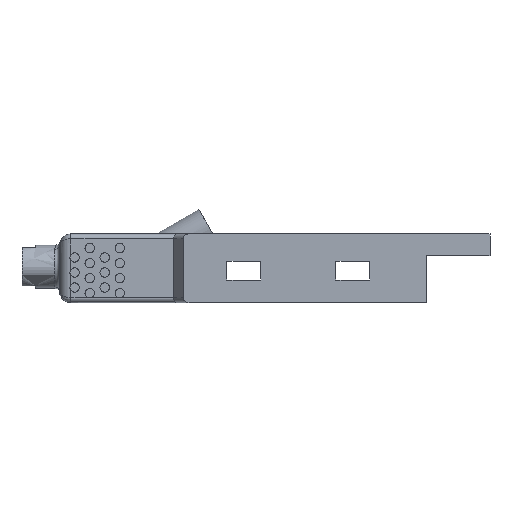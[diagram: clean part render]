
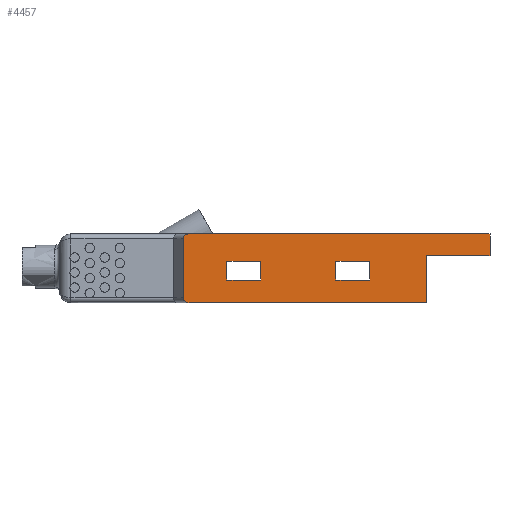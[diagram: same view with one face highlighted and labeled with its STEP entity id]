
A CAD part, front view. The second image highlights one B-rep face of the part: STEP entity #4457.
In plain terms, the highlighted planar face has unit normal (0, -1, 0).
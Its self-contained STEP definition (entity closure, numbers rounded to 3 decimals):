
#127=FACE_BOUND('',#1509,.T.);
#128=FACE_BOUND('',#1510,.T.);
#162=PLANE('',#4861);
#294=ELLIPSE('',#4859,0.307,0.25);
#295=ELLIPSE('',#4862,0.307,0.25);
#385=LINE('',#7273,#728);
#428=LINE('',#7722,#771);
#456=LINE('',#7870,#799);
#457=LINE('',#7873,#800);
#458=LINE('',#7875,#801);
#459=LINE('',#7876,#802);
#460=LINE('',#7879,#803);
#461=LINE('',#7881,#804);
#462=LINE('',#7883,#805);
#463=LINE('',#7884,#806);
#464=LINE('',#7887,#807);
#465=LINE('',#7889,#808);
#466=LINE('',#7891,#809);
#467=LINE('',#7892,#810);
#728=VECTOR('',#5282,10.);
#771=VECTOR('',#5491,10.);
#799=VECTOR('',#5653,10.);
#800=VECTOR('',#5656,10.);
#801=VECTOR('',#5657,10.);
#802=VECTOR('',#5658,10.);
#803=VECTOR('',#5659,10.);
#804=VECTOR('',#5660,10.);
#805=VECTOR('',#5661,10.);
#806=VECTOR('',#5662,10.);
#807=VECTOR('',#5663,10.);
#808=VECTOR('',#5664,10.);
#809=VECTOR('',#5665,10.);
#810=VECTOR('',#5666,10.);
#1174=FACE_OUTER_BOUND('',#1508,.T.);
#1508=EDGE_LOOP('',(#3594,#3595,#3596,#3597,#3598,#3599,#3600,#3601));
#1509=EDGE_LOOP('',(#3602,#3603,#3604,#3605));
#1510=EDGE_LOOP('',(#3606,#3607,#3608,#3609));
#2084=VERTEX_POINT('',#7270);
#2085=VERTEX_POINT('',#7272);
#2188=VERTEX_POINT('',#7719);
#2189=VERTEX_POINT('',#7721);
#2241=VERTEX_POINT('',#7864);
#2242=VERTEX_POINT('',#7869);
#2243=VERTEX_POINT('',#7872);
#2244=VERTEX_POINT('',#7874);
#2245=VERTEX_POINT('',#7877);
#2246=VERTEX_POINT('',#7878);
#2247=VERTEX_POINT('',#7880);
#2248=VERTEX_POINT('',#7882);
#2249=VERTEX_POINT('',#7885);
#2250=VERTEX_POINT('',#7886);
#2251=VERTEX_POINT('',#7888);
#2252=VERTEX_POINT('',#7890);
#2543=EDGE_CURVE('',#2084,#2085,#385,.T.);
#2677=EDGE_CURVE('',#2189,#2188,#428,.T.);
#2752=EDGE_CURVE('',#2241,#2084,#294,.T.);
#2753=EDGE_CURVE('',#2242,#2241,#456,.F.);
#2754=EDGE_CURVE('',#2189,#2242,#295,.T.);
#2755=EDGE_CURVE('',#2188,#2243,#457,.F.);
#2756=EDGE_CURVE('',#2243,#2244,#458,.T.);
#2757=EDGE_CURVE('',#2244,#2085,#459,.T.);
#2758=EDGE_CURVE('',#2245,#2246,#460,.F.);
#2759=EDGE_CURVE('',#2246,#2247,#461,.F.);
#2760=EDGE_CURVE('',#2247,#2248,#462,.F.);
#2761=EDGE_CURVE('',#2248,#2245,#463,.F.);
#2762=EDGE_CURVE('',#2249,#2250,#464,.F.);
#2763=EDGE_CURVE('',#2250,#2251,#465,.F.);
#2764=EDGE_CURVE('',#2251,#2252,#466,.F.);
#2765=EDGE_CURVE('',#2252,#2249,#467,.F.);
#3594=ORIENTED_EDGE('',*,*,#2752,.F.);
#3595=ORIENTED_EDGE('',*,*,#2753,.F.);
#3596=ORIENTED_EDGE('',*,*,#2754,.F.);
#3597=ORIENTED_EDGE('',*,*,#2677,.T.);
#3598=ORIENTED_EDGE('',*,*,#2755,.T.);
#3599=ORIENTED_EDGE('',*,*,#2756,.T.);
#3600=ORIENTED_EDGE('',*,*,#2757,.T.);
#3601=ORIENTED_EDGE('',*,*,#2543,.F.);
#3602=ORIENTED_EDGE('',*,*,#2758,.T.);
#3603=ORIENTED_EDGE('',*,*,#2759,.T.);
#3604=ORIENTED_EDGE('',*,*,#2760,.T.);
#3605=ORIENTED_EDGE('',*,*,#2761,.T.);
#3606=ORIENTED_EDGE('',*,*,#2762,.T.);
#3607=ORIENTED_EDGE('',*,*,#2763,.T.);
#3608=ORIENTED_EDGE('',*,*,#2764,.T.);
#3609=ORIENTED_EDGE('',*,*,#2765,.T.);
#4457=ADVANCED_FACE('',(#1174,#127,#128),#162,.T.);
#4859=AXIS2_PLACEMENT_3D('',#7866,#5647,#5648);
#4861=AXIS2_PLACEMENT_3D('',#7868,#5651,#5652);
#4862=AXIS2_PLACEMENT_3D('',#7871,#5654,#5655);
#5282=DIRECTION('',(1.,0.,0.));
#5491=DIRECTION('',(1.,0.,0.));
#5647=DIRECTION('center_axis',(0.,1.,0.));
#5648=DIRECTION('ref_axis',(-1.,0.,0.));
#5651=DIRECTION('center_axis',(0.,-1.,0.));
#5652=DIRECTION('ref_axis',(0.,0.,1.));
#5653=DIRECTION('',(0.,0.,-1.));
#5654=DIRECTION('center_axis',(0.,1.,0.));
#5655=DIRECTION('ref_axis',(-1.,0.,0.));
#5656=DIRECTION('',(0.,0.,-1.));
#5657=DIRECTION('',(1.,0.,0.));
#5658=DIRECTION('',(0.,0.,1.));
#5659=DIRECTION('',(0.,0.,-1.));
#5660=DIRECTION('',(-1.,0.,0.));
#5661=DIRECTION('',(0.,0.,1.));
#5662=DIRECTION('',(1.,0.,0.));
#5663=DIRECTION('',(0.,0.,-1.));
#5664=DIRECTION('',(-1.,0.,0.));
#5665=DIRECTION('',(0.,0.,1.));
#5666=DIRECTION('',(1.,0.,0.));
#7270=CARTESIAN_POINT('',(-16.014,-0.637,-0.085));
#7272=CARTESIAN_POINT('',(0.,-0.637,-0.085));
#7273=CARTESIAN_POINT('',(-7.5,-0.637,-0.085));
#7719=CARTESIAN_POINT('',(-3.4,-0.637,-3.735));
#7721=CARTESIAN_POINT('',(-16.014,-0.637,-3.735));
#7722=CARTESIAN_POINT('',(-15.,-0.637,-3.735));
#7864=CARTESIAN_POINT('',(-16.321,-0.637,-0.335));
#7866=CARTESIAN_POINT('Origin',(-16.014,-0.637,-0.335));
#7868=CARTESIAN_POINT('Origin',(-15.,-0.637,-3.735));
#7869=CARTESIAN_POINT('',(-16.321,-0.637,-3.485));
#7870=CARTESIAN_POINT('',(-16.321,-0.637,-3.735));
#7871=CARTESIAN_POINT('Origin',(-16.014,-0.637,-3.485));
#7872=CARTESIAN_POINT('',(-3.4,-0.637,-1.235));
#7873=CARTESIAN_POINT('',(-3.4,-0.637,-2.485));
#7874=CARTESIAN_POINT('',(0.,-0.637,-1.235));
#7875=CARTESIAN_POINT('',(-7.5,-0.637,-1.235));
#7876=CARTESIAN_POINT('',(0.,-0.637,-2.26));
#7877=CARTESIAN_POINT('',(-14.,-0.637,-2.535));
#7878=CARTESIAN_POINT('',(-14.,-0.637,-1.535));
#7879=CARTESIAN_POINT('',(-14.,-0.637,-2.635));
#7880=CARTESIAN_POINT('',(-12.2,-0.637,-1.535));
#7881=CARTESIAN_POINT('',(-13.6,-0.637,-1.535));
#7882=CARTESIAN_POINT('',(-12.2,-0.637,-2.535));
#7883=CARTESIAN_POINT('',(-12.2,-0.637,-3.135));
#7884=CARTESIAN_POINT('',(-14.5,-0.637,-2.535));
#7885=CARTESIAN_POINT('',(-8.2,-0.637,-2.535));
#7886=CARTESIAN_POINT('',(-8.2,-0.637,-1.535));
#7887=CARTESIAN_POINT('',(-8.2,-0.637,-2.635));
#7888=CARTESIAN_POINT('',(-6.4,-0.637,-1.535));
#7889=CARTESIAN_POINT('',(-10.7,-0.637,-1.535));
#7890=CARTESIAN_POINT('',(-6.4,-0.637,-2.535));
#7891=CARTESIAN_POINT('',(-6.4,-0.637,-3.135));
#7892=CARTESIAN_POINT('',(-11.6,-0.637,-2.535));
